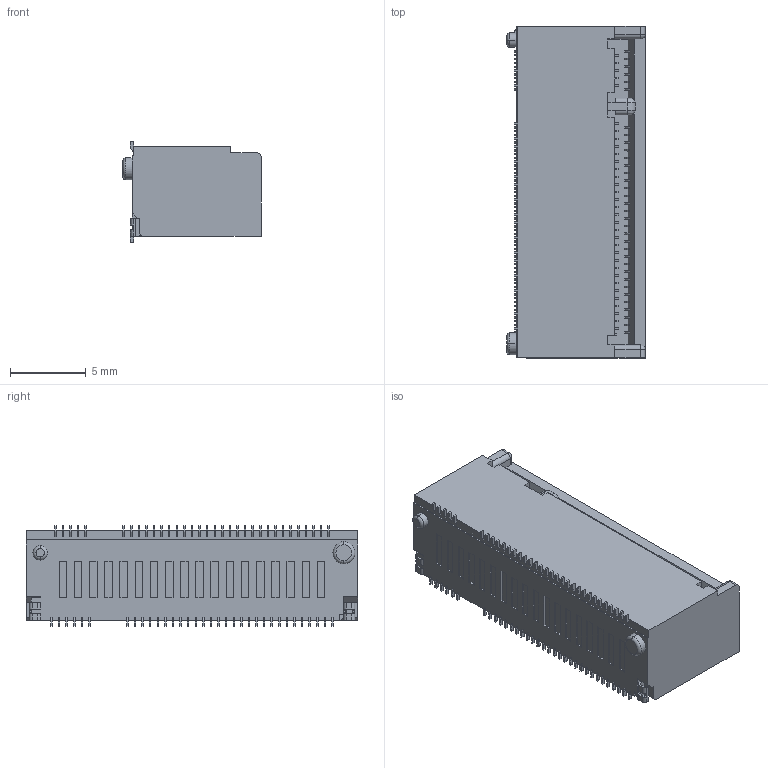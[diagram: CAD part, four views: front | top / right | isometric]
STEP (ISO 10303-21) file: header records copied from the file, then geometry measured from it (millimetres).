
FILE_DESCRIPTION((''),'2;1');
FILE_NAME('40-42121-067XXRHF_A','2014-01-08T',('fub'),(''),'PRO/ENGINEER BY PARAMETRIC TECHNOLOGY CORPORATION, 2013150','PRO/ENGINEER BY PARAMETRIC TECHNOLOGY CORPORATION, 2013150','');
FILE_SCHEMA(('CONFIG_CONTROL_DESIGN'));
Length unit declared in the file: millimetre
Products named in the file (1): 40-42121-067XXRHF_A
Bounding box: 9.1 x 21.85 x 6.65 mm (x, y, z)
Volume: 981.4 mm3; surface area: 928.6 mm2
Topology: 1 solids, 1 shells, 1354 faces, 4044 edges, 2707 vertices
Faces by surface type: plane 834, cylinder 512, torus 4, sphere 2, bspline 2
Entity records: 45797 total; most frequent: CARTESIAN_POINT 8390, ORIENTED_EDGE 8088, DIRECTION 7702, EDGE_CURVE 4044, VECTOR 2938, LINE 2938, VERTEX_POINT 2707, AXIS2_PLACEMENT_3D 2382
